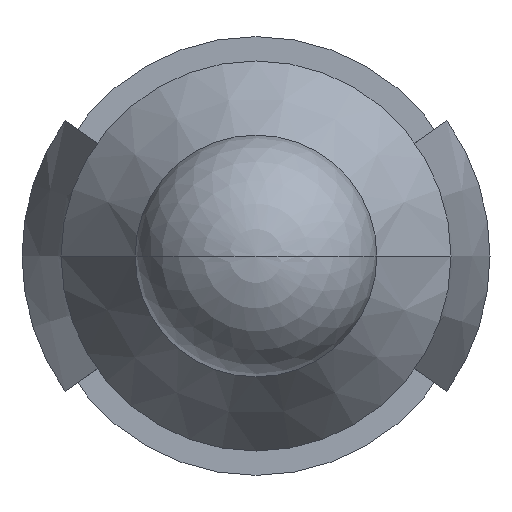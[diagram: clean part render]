
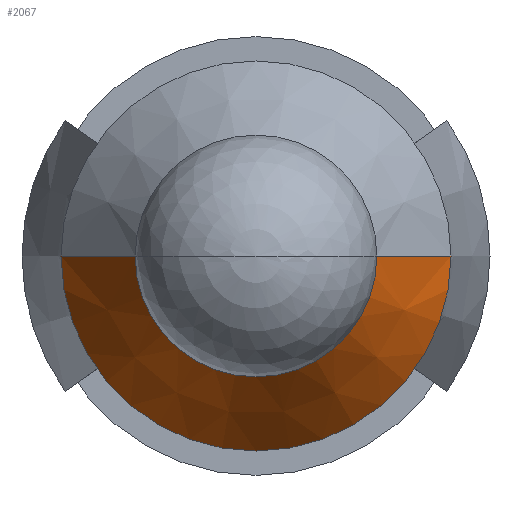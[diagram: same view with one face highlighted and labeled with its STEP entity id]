
A CAD part, front view. The second image highlights one B-rep face of the part: STEP entity #2067.
In plain terms, the highlighted conical face has half-angle 33 degrees and reference radius 1.62 mm.
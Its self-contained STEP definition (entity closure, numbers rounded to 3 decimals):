
#562=CARTESIAN_POINT('',(0.,14.77,0.));
#563=DIRECTION('',(0.,1.,0.));
#564=DIRECTION('',(1.,0.,0.));
#565=AXIS2_PLACEMENT_3D('',#562,#563,#564);
#567=DIRECTION('',(0.545,-0.839,0.));
#568=VECTOR('',#567,1.395);
#569=CARTESIAN_POINT('',(-2.,14.77,0.));
#570=LINE('',#569,#568);
#571=CARTESIAN_POINT('',(0.,13.6,0.));
#572=DIRECTION('',(0.,-1.,0.));
#573=DIRECTION('',(-1.,0.,0.));
#574=AXIS2_PLACEMENT_3D('',#571,#572,#573);
#576=DIRECTION('',(-0.545,-0.839,0.));
#577=VECTOR('',#576,1.395);
#578=CARTESIAN_POINT('',(2.,14.77,0.));
#579=LINE('',#578,#577);
#1204=CARTESIAN_POINT('',(2.,14.77,0.));
#1205=VERTEX_POINT('',#1204);
#1206=CARTESIAN_POINT('',(-2.,14.77,0.));
#1207=VERTEX_POINT('',#1206);
#1208=CARTESIAN_POINT('',(1.24,13.6,0.));
#1209=VERTEX_POINT('',#1208);
#1210=CARTESIAN_POINT('',(-1.24,13.6,0.));
#1211=VERTEX_POINT('',#1210);
#2053=CARTESIAN_POINT('',(0.,14.185,0.));
#2054=DIRECTION('',(0.,1.,0.));
#2055=DIRECTION('',(1.,0.,0.));
#2056=AXIS2_PLACEMENT_3D('',#2053,#2054,#2055);
#2057=CONICAL_SURFACE('',#2056,1.62,33.);
#2059=ORIENTED_EDGE('',*,*,#2058,.F.);
#2060=ORIENTED_EDGE('',*,*,#2048,.T.);
#2062=ORIENTED_EDGE('',*,*,#2061,.T.);
#2064=ORIENTED_EDGE('',*,*,#2063,.T.);
#2065=EDGE_LOOP('',(#2059,#2060,#2062,#2064));
#2066=FACE_OUTER_BOUND('',#2065,.F.);
#566=CIRCLE('',#565,2.);
#575=CIRCLE('',#574,1.24);
#2048=EDGE_CURVE('',#1205,#1207,#566,.T.);
#2058=EDGE_CURVE('',#1205,#1209,#579,.T.);
#2061=EDGE_CURVE('',#1207,#1211,#570,.T.);
#2063=EDGE_CURVE('',#1211,#1209,#575,.T.);
#2067=ADVANCED_FACE('',(#2066),#2057,.T.);
